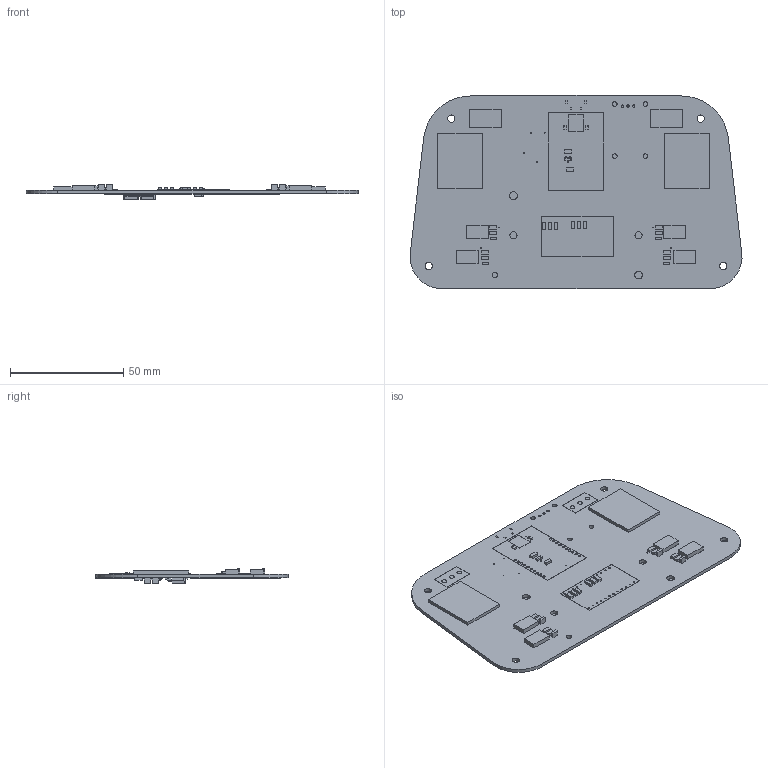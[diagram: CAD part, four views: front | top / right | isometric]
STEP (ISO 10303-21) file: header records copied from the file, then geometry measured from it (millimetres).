
FILE_DESCRIPTION(/* description */ (''),/* implementation_level */ '2;1');
FILE_NAME(/* name */ '94054d2c-f578-4648-a8c3-b6e4dd3f2d87.stp',/* time_stamp */ '2019-08-22T06:36:42+00:00',/* author */ (''),/* organization */ (''),/* preprocessor_version */ 'ST-DEVELOPER v18',/* originating_system */ 'Autodesk Translation Framework v8.6.0.1094',/* authorisation */ '');
FILE_SCHEMA (('AUTOMOTIVE_DESIGN { 1 0 10303 214 3 1 1 }'));
Length unit declared in the file: millimetre
Products named in the file (18): 94054d2c-f578-4648-a8c3-b6e4dd3f2d87; PCB Component; Board; JOYSTICK_THUMB; ARDUINO_PRO_MICRO; RN-XV; B3F-10XX; 2_POLE_SWITCH; V_REG_LD1117VXXLD1117-SMD; 0.1uF; 2N7002,215; 330R; 0.01uF; 1048; MICRO-USB-RECEPTACLE47589-0001; TP5100_MODULE; R5460; FQD13N06LTM
Assembly tree (51 placements, depth 3):
  94054d2c-f578-4648-a8c3-b6e4dd3f2d87
    PCB Component
      Board
      JOYSTICK_THUMB  x2
      ARDUINO_PRO_MICRO
      RN-XV
      B3F-10XX  x4
      2_POLE_SWITCH  x2
      V_REG_LD1117VXXLD1117-SMD
      0.1uF  x2
      2N7002,215  x2
      330R  x21
      0.01uF  x7
      1048
      MICRO-USB-RECEPTACLE47589-0001
      TP5100_MODULE
      R5460
      FQD13N06LTM  x2
Bounding box: 146.48 x 85.25 x 6.49 mm (x, y, z)
Volume: 20789.8 mm3; surface area: 39013.3 mm2
Topology: 50 solids, 50 shells, 941 faces, 2369 edges, 1560 vertices
Faces by surface type: plane 656, cylinder 177, bspline 102, cone 4, sphere 2
Full cylindrical faces by diameter (mm): 0.35 x11, 0.6 x24, 0.889 x12, 0.9 x8, 1 x20, 1.016 x19, 1.397 x8, 2.032 x4, 2.1 x6, 2.39 x1, 3.17 x2, 3.2 x4, 3.45 x2
Entity records: 19446 total; most frequent: CARTESIAN_POINT 5872, ORIENTED_EDGE 2576, DIRECTION 2511, EDGE_CURVE 1288, LINE 871, VECTOR 871, VERTEX_POINT 849, AXIS2_PLACEMENT_3D 820
